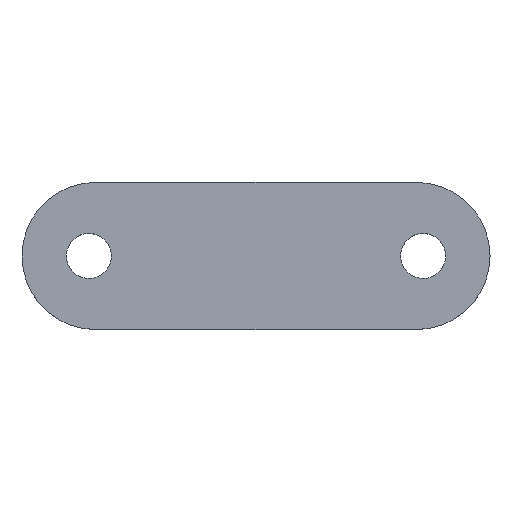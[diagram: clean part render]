
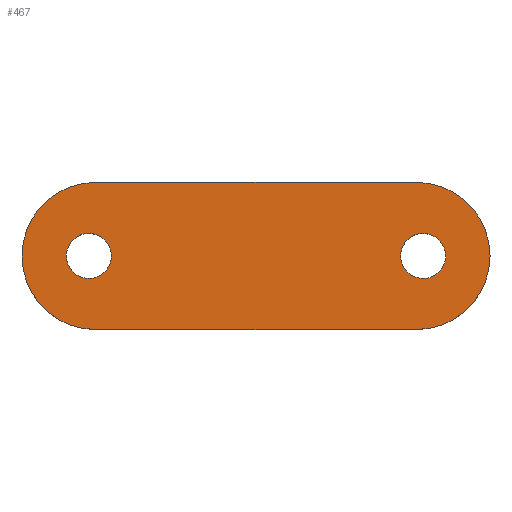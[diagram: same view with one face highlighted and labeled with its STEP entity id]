
A CAD part, top view. The second image highlights one B-rep face of the part: STEP entity #467.
In plain terms, the highlighted planar face has unit normal (0, 0, 1).
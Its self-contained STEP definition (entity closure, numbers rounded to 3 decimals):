
#63=CARTESIAN_POINT('Vertex',(-22.038,-1.618,45.)) ;
#77=CARTESIAN_POINT('Vertex',(-27.962,1.618,45.)) ;
#80=CARTESIAN_POINT('Axis2P3D Location',(-25.,0.,45.)) ;
#97=CARTESIAN_POINT('Axis2P3D Location',(-25.,0.,45.)) ;
#215=CARTESIAN_POINT('Vertex',(22.038,1.618,45.)) ;
#229=CARTESIAN_POINT('Vertex',(27.962,-1.618,45.)) ;
#232=CARTESIAN_POINT('Axis2P3D Location',(25.,0.,45.)) ;
#249=CARTESIAN_POINT('Axis2P3D Location',(25.,0.,45.)) ;
#266=CARTESIAN_POINT('Axis2P3D Location',(24.,0.,45.)) ;
#270=CARTESIAN_POINT('Vertex',(35.,0.,45.)) ;
#272=CARTESIAN_POINT('Vertex',(24.,-11.,45.)) ;
#306=CARTESIAN_POINT('Axis2P3D Location',(24.,0.,45.)) ;
#310=CARTESIAN_POINT('Vertex',(24.,11.,45.)) ;
#343=CARTESIAN_POINT('Vertex',(-24.,-11.,45.)) ;
#358=CARTESIAN_POINT('Line Origine',(0.,-11.,45.)) ;
#376=CARTESIAN_POINT('Axis2P3D Location',(-24.,0.,45.)) ;
#380=CARTESIAN_POINT('Vertex',(-35.,0.,45.)) ;
#413=CARTESIAN_POINT('Vertex',(-24.,11.,45.)) ;
#416=CARTESIAN_POINT('Line Origine',(0.,11.,45.)) ;
#441=CARTESIAN_POINT('Axis2P3D Location',(0.,0.,45.)) ;
#446=CARTESIAN_POINT('Axis2P3D Location',(-24.,0.,45.)) ;
#81=DIRECTION('Axis2P3D Direction',(0.,0.,-1.)) ;
#98=DIRECTION('Axis2P3D Direction',(0.,0.,-1.)) ;
#233=DIRECTION('Axis2P3D Direction',(0.,-0.,-1.)) ;
#250=DIRECTION('Axis2P3D Direction',(0.,-0.,-1.)) ;
#267=DIRECTION('Axis2P3D Direction',(0.,0.,1.)) ;
#307=DIRECTION('Axis2P3D Direction',(0.,-0.,1.)) ;
#359=DIRECTION('Vector Direction',(-1.,0.,0.)) ;
#377=DIRECTION('Axis2P3D Direction',(0.,0.,1.)) ;
#417=DIRECTION('Vector Direction',(1.,0.,0.)) ;
#442=DIRECTION('Axis2P3D Direction',(0.,0.,1.)) ;
#443=DIRECTION('Axis2P3D XDirection',(1.,0.,0.)) ;
#447=DIRECTION('Axis2P3D Direction',(0.,0.,1.)) ;
#82=AXIS2_PLACEMENT_3D('Circle Axis2P3D',#80,#81,$) ;
#99=AXIS2_PLACEMENT_3D('Circle Axis2P3D',#97,#98,$) ;
#234=AXIS2_PLACEMENT_3D('Circle Axis2P3D',#232,#233,$) ;
#251=AXIS2_PLACEMENT_3D('Circle Axis2P3D',#249,#250,$) ;
#268=AXIS2_PLACEMENT_3D('Circle Axis2P3D',#266,#267,$) ;
#308=AXIS2_PLACEMENT_3D('Circle Axis2P3D',#306,#307,$) ;
#378=AXIS2_PLACEMENT_3D('Circle Axis2P3D',#376,#377,$) ;
#444=AXIS2_PLACEMENT_3D('Plane Axis2P3D',#441,#442,#443) ;
#448=AXIS2_PLACEMENT_3D('Circle Axis2P3D',#446,#447,$) ;
#452=ORIENTED_EDGE('',*,*,#382,.F.) ;
#453=ORIENTED_EDGE('',*,*,#362,.T.) ;
#454=ORIENTED_EDGE('',*,*,#274,.F.) ;
#455=ORIENTED_EDGE('',*,*,#312,.F.) ;
#456=ORIENTED_EDGE('',*,*,#420,.T.) ;
#457=ORIENTED_EDGE('',*,*,#450,.F.) ;
#460=ORIENTED_EDGE('',*,*,#101,.F.) ;
#461=ORIENTED_EDGE('',*,*,#84,.F.) ;
#464=ORIENTED_EDGE('',*,*,#253,.F.) ;
#465=ORIENTED_EDGE('',*,*,#236,.F.) ;
#462=FACE_BOUND('',#459,.T.) ;
#466=FACE_BOUND('',#463,.T.) ;
#360=VECTOR('Line Direction',#359,1.) ;
#418=VECTOR('Line Direction',#417,1.) ;
#467=ADVANCED_FACE('Corps principal',(#458,#462,#466),#445,.T.) ;
#83=CIRCLE('generated circle',#82,3.375) ;
#100=CIRCLE('generated circle',#99,3.375) ;
#235=CIRCLE('generated circle',#234,3.375) ;
#252=CIRCLE('generated circle',#251,3.375) ;
#269=CIRCLE('generated circle',#268,11.) ;
#309=CIRCLE('generated circle',#308,11.) ;
#379=CIRCLE('generated circle',#378,11.) ;
#449=CIRCLE('generated circle',#448,11.) ;
#84=EDGE_CURVE('',#78,#64,#83,.F.) ;
#101=EDGE_CURVE('',#64,#78,#100,.F.) ;
#236=EDGE_CURVE('',#230,#216,#235,.F.) ;
#253=EDGE_CURVE('',#216,#230,#252,.F.) ;
#274=EDGE_CURVE('',#271,#273,#269,.F.) ;
#312=EDGE_CURVE('',#311,#271,#309,.F.) ;
#362=EDGE_CURVE('',#344,#273,#361,.F.) ;
#382=EDGE_CURVE('',#344,#381,#379,.F.) ;
#420=EDGE_CURVE('',#311,#414,#419,.F.) ;
#450=EDGE_CURVE('',#381,#414,#449,.F.) ;
#451=EDGE_LOOP('',(#452,#453,#454,#455,#456,#457)) ;
#459=EDGE_LOOP('',(#460,#461)) ;
#463=EDGE_LOOP('',(#464,#465)) ;
#458=FACE_OUTER_BOUND('',#451,.T.) ;
#361=LINE('Line',#358,#360) ;
#419=LINE('Line',#416,#418) ;
#445=PLANE('Plane',#444) ;
#64=VERTEX_POINT('',#63) ;
#78=VERTEX_POINT('',#77) ;
#216=VERTEX_POINT('',#215) ;
#230=VERTEX_POINT('',#229) ;
#271=VERTEX_POINT('',#270) ;
#273=VERTEX_POINT('',#272) ;
#311=VERTEX_POINT('',#310) ;
#344=VERTEX_POINT('',#343) ;
#381=VERTEX_POINT('',#380) ;
#414=VERTEX_POINT('',#413) ;
